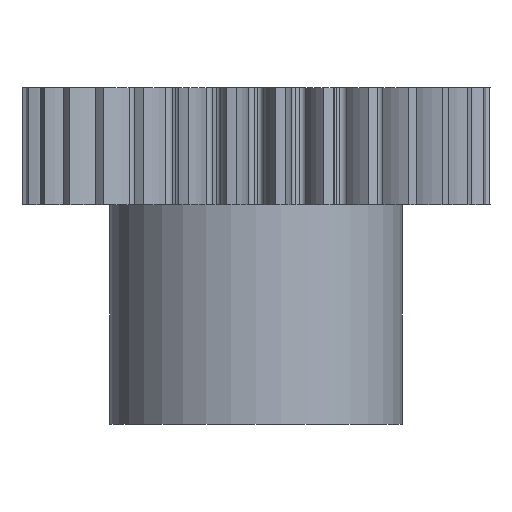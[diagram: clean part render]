
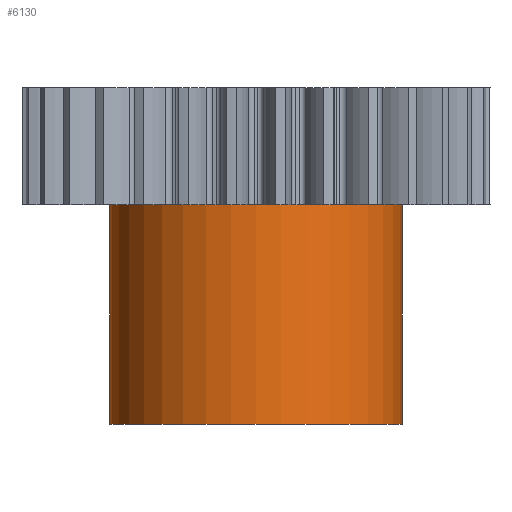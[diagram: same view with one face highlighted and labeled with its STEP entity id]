
A CAD part, front view. The second image highlights one B-rep face of the part: STEP entity #6130.
In plain terms, the highlighted cylindrical face has radius 20 mm (diameter 40 mm), a partial arc.
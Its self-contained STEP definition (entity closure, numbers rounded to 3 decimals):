
#324 = DIRECTION ( 'NONE',  ( 1., 0., 0. ) ) ;
#325 = DIRECTION ( 'NONE',  ( 0., 0., 1. ) ) ;
#326 = AXIS2_PLACEMENT_3D ( 'NONE', #333, #325, #324 ) ;
#333 = CARTESIAN_POINT ( 'NONE',  ( 0., 0., -30. ) ) ;
#334 = FACE_OUTER_BOUND ( 'NONE', #6131, .T. ) ;
#337 = CYLINDRICAL_SURFACE ( 'NONE', #326, 20. ) ;
#346 = DIRECTION ( 'NONE',  ( 1., 0., 0. ) ) ;
#347 = DIRECTION ( 'NONE',  ( 0., 0., 1. ) ) ;
#348 = CARTESIAN_POINT ( 'NONE',  ( 0., 0., -30. ) ) ;
#352 = AXIS2_PLACEMENT_3D ( 'NONE', #348, #347, #346 ) ;
#353 = CIRCLE ( 'NONE', #352, 20. ) ;
#1455 = EDGE_CURVE ( 'NONE', #3052, #3061, #3205, .T. ) ;
#3046 = EDGE_CURVE ( 'NONE', #3048, #3061, #6692, .T. ) ;
#3048 = VERTEX_POINT ( 'NONE', #6715 ) ;
#3050 = EDGE_CURVE ( 'NONE', #3051, #3052, #6665, .T. ) ;
#3051 = VERTEX_POINT ( 'NONE', #6711 ) ;
#3052 = VERTEX_POINT ( 'NONE', #6697 ) ;
#3061 = VERTEX_POINT ( 'NONE', #6696 ) ;
#3201 = DIRECTION ( 'NONE',  ( 1., 0., 0. ) ) ;
#3202 = DIRECTION ( 'NONE',  ( 0., 0., 1. ) ) ;
#3203 = CARTESIAN_POINT ( 'NONE',  ( 0., 0., 0. ) ) ;
#3205 = CIRCLE ( 'NONE', #3215, 20. ) ;
#3215 = AXIS2_PLACEMENT_3D ( 'NONE', #3203, #3202, #3201 ) ;
#6106 = ORIENTED_EDGE ( 'NONE', *, *, #3046, .T. ) ;
#6109 = EDGE_CURVE ( 'NONE', #3051, #3048, #353, .T. ) ;
#6114 = ORIENTED_EDGE ( 'NONE', *, *, #3050, .F. ) ;
#6129 = ORIENTED_EDGE ( 'NONE', *, *, #6109, .T. ) ;
#6130 = ADVANCED_FACE ( 'NONE', ( #334 ), #337, .T. ) ;
#6131 = EDGE_LOOP ( 'NONE', ( #6114, #6129, #6106, #6134 ) ) ;
#6134 = ORIENTED_EDGE ( 'NONE', *, *, #1455, .F. ) ;
#6665 = LINE ( 'NONE', #6690, #6709 ) ;
#6690 = CARTESIAN_POINT ( 'NONE',  ( -20., 0., -30. ) ) ;
#6691 = CARTESIAN_POINT ( 'NONE',  ( 20., 0., -30. ) ) ;
#6692 = LINE ( 'NONE', #6691, #6717 ) ;
#6696 = CARTESIAN_POINT ( 'NONE',  ( 20., 0., 0. ) ) ;
#6697 = CARTESIAN_POINT ( 'NONE',  ( -20., 0., 0. ) ) ;
#6708 = DIRECTION ( 'NONE',  ( 0., 0., 1. ) ) ;
#6709 = VECTOR ( 'NONE', #6708, 1000. ) ;
#6711 = CARTESIAN_POINT ( 'NONE',  ( -20., 0., -30. ) ) ;
#6715 = CARTESIAN_POINT ( 'NONE',  ( 20., 0., -30. ) ) ;
#6716 = DIRECTION ( 'NONE',  ( 0., 0., 1. ) ) ;
#6717 = VECTOR ( 'NONE', #6716, 1000. ) ;
